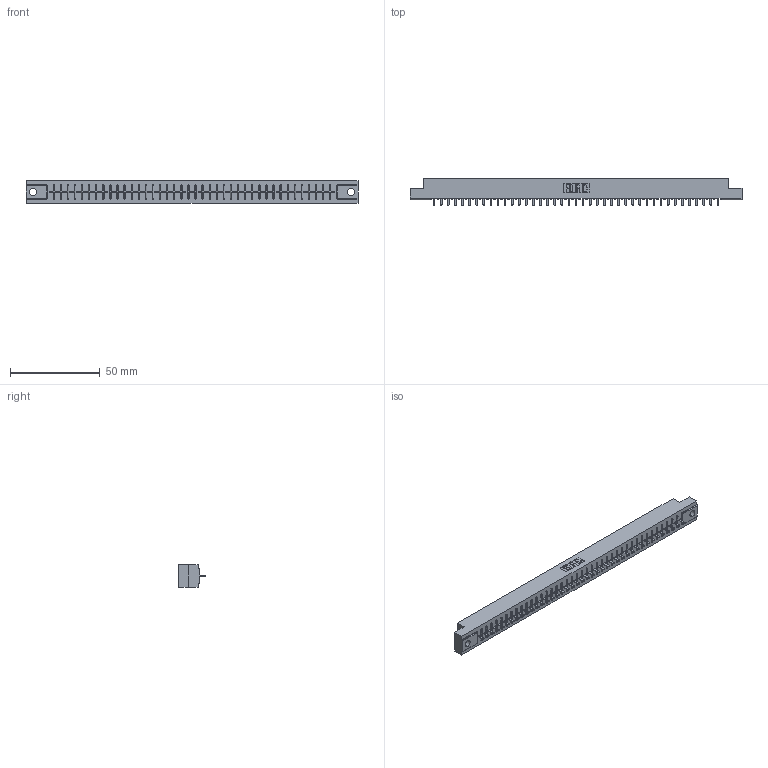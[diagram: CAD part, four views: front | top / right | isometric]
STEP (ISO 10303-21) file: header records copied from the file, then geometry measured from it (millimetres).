
FILE_DESCRIPTION (( 'STEP AP203' ), '1' );
FILE_NAME ('356-041-421-104.STEP', '2020-09-24T01:08:46', ( '' ), ( '' ), 'SwSTEP 2.0', 'SolidWorks 2020', '' );
FILE_SCHEMA (( 'CONFIG_CONTROL_DESIGN' ));
Length unit declared in the file: inch
Products named in the file (3): 306-290-001_121; 306 Part_.156 Dia; 356-041-421-104
Assembly tree (42 placements, depth 2):
  356-041-421-104
    306 Part_.156 Dia
    306-290-001_121  x41
Bounding box: 185.47 x 14.88 x 12.7 mm (x, y, z)
Volume: 20343.2 mm3; surface area: 20390 mm2
Topology: 42 solids, 42 shells, 3000 faces, 8429 edges, 5398 vertices
Faces by surface type: plane 2009, cylinder 827, sphere 164
Entity records: 38738 total; most frequent: CARTESIAN_POINT 6508, ORIENTED_EDGE 6450, DIRECTION 6409, EDGE_CURVE 3225, LINE 2531, VECTOR 2531, VERTEX_POINT 2038, AXIS2_PLACEMENT_3D 1939
